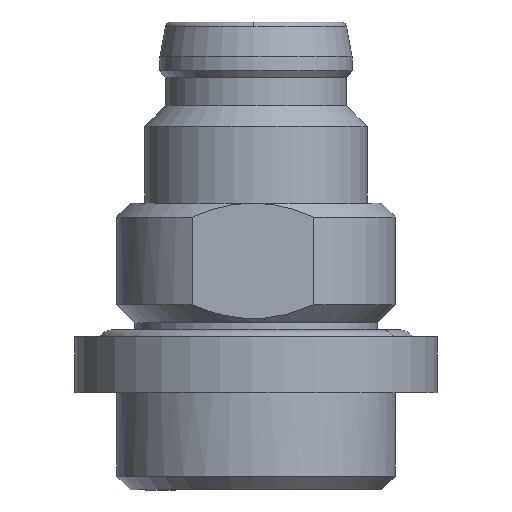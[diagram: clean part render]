
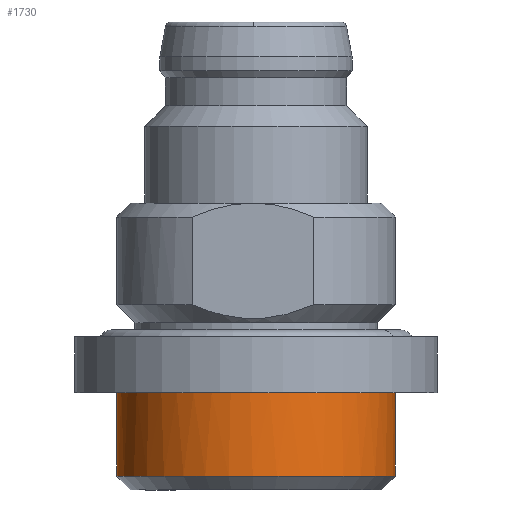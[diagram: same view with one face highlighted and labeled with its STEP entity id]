
A CAD part, left-side view. The second image highlights one B-rep face of the part: STEP entity #1730.
In plain terms, the highlighted cylindrical face has radius 5 mm (diameter 10 mm), a partial arc.
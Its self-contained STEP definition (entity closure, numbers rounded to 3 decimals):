
#1345=AXIS2_PLACEMENT_3D('Circle Axis2P3D',#1343,#1344,$) ;
#1712=AXIS2_PLACEMENT_3D('Cylinder Axis2P3D',#1709,#1710,#1711) ;
#55=CARTESIAN_POINT('Control Point',(6.618,11.499,3.5)) ;
#56=CARTESIAN_POINT('Control Point',(6.07,11.512,3.5)) ;
#57=CARTESIAN_POINT('Control Point',(5.521,11.449,3.5)) ;
#58=CARTESIAN_POINT('Control Point',(4.983,11.312,3.5)) ;
#59=CARTESIAN_POINT('Control Point',(3.96,10.894,3.5)) ;
#60=CARTESIAN_POINT('Control Point',(3.087,10.216,3.5)) ;
#61=CARTESIAN_POINT('Control Point',(2.699,9.818,3.5)) ;
#62=CARTESIAN_POINT('Control Point',(2.044,8.928,3.5)) ;
#63=CARTESIAN_POINT('Control Point',(1.651,7.895,3.5)) ;
#64=CARTESIAN_POINT('Control Point',(1.527,7.354,3.5)) ;
#65=CARTESIAN_POINT('Control Point',(1.431,6.252,3.5)) ;
#66=CARTESIAN_POINT('Control Point',(1.634,5.166,3.5)) ;
#67=CARTESIAN_POINT('Control Point',(1.81,4.639,3.5)) ;
#68=CARTESIAN_POINT('Control Point',(2.302,3.649,3.5)) ;
#69=CARTESIAN_POINT('Control Point',(3.041,2.827,3.5)) ;
#70=CARTESIAN_POINT('Control Point',(3.465,2.469,3.5)) ;
#71=CARTESIAN_POINT('Control Point',(4.277,1.958,3.5)) ;
#72=CARTESIAN_POINT('Control Point',(5.182,1.651,3.5)) ;
#73=CARTESIAN_POINT('Control Point',(5.577,1.561,3.5)) ;
#74=CARTESIAN_POINT('Control Point',(5.979,1.511,3.5)) ;
#75=CARTESIAN_POINT('Control Point',(6.382,1.501,3.5)) ;
#76=CARTESIAN_POINT('Vertex',(6.382,1.501,3.5)) ;
#78=CARTESIAN_POINT('Vertex',(6.618,11.499,3.5)) ;
#1340=CARTESIAN_POINT('Vertex',(6.382,1.501,0.5)) ;
#1343=CARTESIAN_POINT('Axis2P3D Location',(6.5,6.5,0.5)) ;
#1347=CARTESIAN_POINT('Vertex',(6.618,11.499,0.5)) ;
#1709=CARTESIAN_POINT('Axis2P3D Location',(6.5,6.5,2.)) ;
#1714=CARTESIAN_POINT('Line Origine',(6.618,11.499,2.)) ;
#1719=CARTESIAN_POINT('Line Origine',(6.382,1.501,2.)) ;
#1344=DIRECTION('Axis2P3D Direction',(0.,0.,1.)) ;
#1710=DIRECTION('Axis2P3D Direction',(0.,0.,-1.)) ;
#1711=DIRECTION('Axis2P3D XDirection',(0.024,1.,0.)) ;
#1715=DIRECTION('Vector Direction',(0.,0.,-1.)) ;
#1720=DIRECTION('Vector Direction',(0.,0.,-1.)) ;
#1716=VECTOR('Line Direction',#1715,1.) ;
#1721=VECTOR('Line Direction',#1720,1.) ;
#1725=ORIENTED_EDGE('',*,*,#1718,.T.) ;
#1726=ORIENTED_EDGE('',*,*,#1349,.F.) ;
#1727=ORIENTED_EDGE('',*,*,#1723,.F.) ;
#1728=ORIENTED_EDGE('',*,*,#80,.T.) ;
#1730=ADVANCED_FACE('V1',(#1729),#1713,.T.) ;
#54=B_SPLINE_CURVE_WITH_KNOTS('',5,(#55,#56,#57,#58,#59,#60,#61,#62,#63,#64,#65,#66,#67,#68,#69,#70,#71,#72,#73,#74,#75),.UNSPECIFIED.,.F.,.U.,(6,3,3,3,3,3,6),(0.,3.873,7.746,11.619,15.492,19.365,22.214),.UNSPECIFIED.) ;
#1346=CIRCLE('generated circle',#1345,5.) ;
#1713=CYLINDRICAL_SURFACE('generated cylinder',#1712,5.) ;
#80=EDGE_CURVE('',#77,#79,#54,.F.) ;
#1349=EDGE_CURVE('',#1341,#1348,#1346,.F.) ;
#1718=EDGE_CURVE('',#79,#1348,#1717,.T.) ;
#1723=EDGE_CURVE('',#77,#1341,#1722,.T.) ;
#1724=EDGE_LOOP('',(#1725,#1726,#1727,#1728)) ;
#1729=FACE_OUTER_BOUND('',#1724,.T.) ;
#1717=LINE('Line',#1714,#1716) ;
#1722=LINE('Line',#1719,#1721) ;
#77=VERTEX_POINT('',#76) ;
#79=VERTEX_POINT('',#78) ;
#1341=VERTEX_POINT('',#1340) ;
#1348=VERTEX_POINT('',#1347) ;
